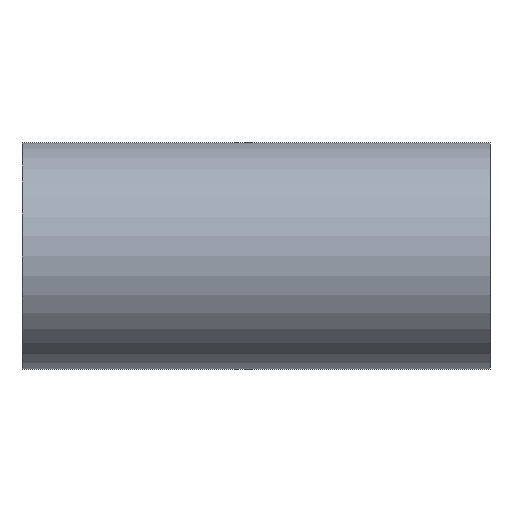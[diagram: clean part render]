
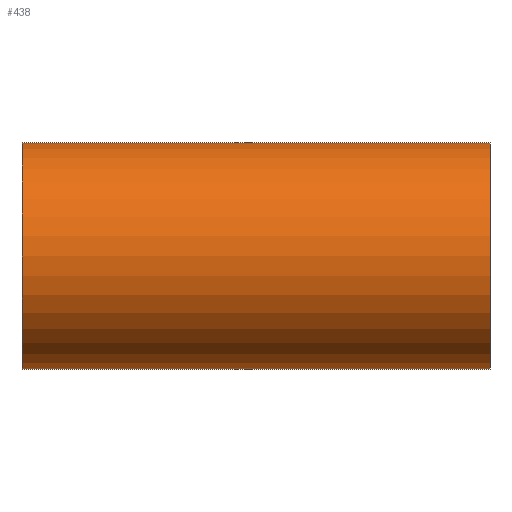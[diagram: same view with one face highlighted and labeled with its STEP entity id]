
A CAD part, front view. The second image highlights one B-rep face of the part: STEP entity #438.
In plain terms, the highlighted cylindrical face has radius 50.8 mm (diameter 101.6 mm), a partial arc.
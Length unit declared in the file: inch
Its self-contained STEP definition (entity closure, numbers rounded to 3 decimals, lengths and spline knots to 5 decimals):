
#45 = DIRECTION ( 'NONE',  ( 1., 0., 0. ) ) ;
#86 = DIRECTION ( 'NONE',  ( 0., 0., -1. ) ) ;
#94 = AXIS2_PLACEMENT_3D ( 'NONE', #701, #45, #1505 ) ;
#101 = CARTESIAN_POINT ( 'NONE',  ( 4.12598, 0., 0. ) ) ;
#142 = EDGE_CURVE ( 'NONE', #1129, #1092, #1853, .T. ) ;
#215 = CARTESIAN_POINT ( 'NONE',  ( 4.12598, 0., 2. ) ) ;
#218 = CARTESIAN_POINT ( 'NONE',  ( -4.12598, 0., -2. ) ) ;
#237 = AXIS2_PLACEMENT_3D ( 'NONE', #1236, #750, #1450 ) ;
#344 = DIRECTION ( 'NONE',  ( -1., 0., 0. ) ) ;
#371 = ORIENTED_EDGE ( 'NONE', *, *, #1521, .F. ) ;
#438 = ADVANCED_FACE ( 'NONE', ( #1283 ), #1258, .T. ) ;
#609 = VECTOR ( 'NONE', #1528, 39.37008 ) ;
#640 = EDGE_LOOP ( 'NONE', ( #1624, #371, #2031, #1805 ) ) ;
#701 = CARTESIAN_POINT ( 'NONE',  ( -4.12598, 0., 0. ) ) ;
#750 = DIRECTION ( 'NONE',  ( -1., 0., 0. ) ) ;
#1092 = VERTEX_POINT ( 'NONE', #1989 ) ;
#1101 = VERTEX_POINT ( 'NONE', #1436 ) ;
#1129 = VERTEX_POINT ( 'NONE', #1949 ) ;
#1150 = EDGE_CURVE ( 'NONE', #1101, #1523, #1639, .T. ) ;
#1236 = CARTESIAN_POINT ( 'NONE',  ( 4.12598, 0., 0. ) ) ;
#1258 = CYLINDRICAL_SURFACE ( 'NONE', #237, 2. ) ;
#1283 = FACE_OUTER_BOUND ( 'NONE', #640, .T. ) ;
#1333 = CIRCLE ( 'NONE', #94, 2. ) ;
#1408 = AXIS2_PLACEMENT_3D ( 'NONE', #101, #1744, #86 ) ;
#1436 = CARTESIAN_POINT ( 'NONE',  ( 4.12598, 0., -2. ) ) ;
#1450 = DIRECTION ( 'NONE',  ( 0., 0., 1. ) ) ;
#1505 = DIRECTION ( 'NONE',  ( 0., 0., -1. ) ) ;
#1509 = CIRCLE ( 'NONE', #1408, 2. ) ;
#1521 = EDGE_CURVE ( 'NONE', #1129, #1101, #1509, .T. ) ;
#1523 = VERTEX_POINT ( 'NONE', #218 ) ;
#1528 = DIRECTION ( 'NONE',  ( -1., 0., 0. ) ) ;
#1590 = VECTOR ( 'NONE', #344, 39.37008 ) ;
#1624 = ORIENTED_EDGE ( 'NONE', *, *, #1150, .F. ) ;
#1639 = LINE ( 'NONE', #1875, #1590 ) ;
#1744 = DIRECTION ( 'NONE',  ( 1., 0., 0. ) ) ;
#1769 = EDGE_CURVE ( 'NONE', #1092, #1523, #1333, .T. ) ;
#1805 = ORIENTED_EDGE ( 'NONE', *, *, #1769, .T. ) ;
#1853 = LINE ( 'NONE', #215, #609 ) ;
#1875 = CARTESIAN_POINT ( 'NONE',  ( 4.12598, 0., -2. ) ) ;
#1949 = CARTESIAN_POINT ( 'NONE',  ( 4.12598, 0., 2. ) ) ;
#1989 = CARTESIAN_POINT ( 'NONE',  ( -4.12598, 0., 2. ) ) ;
#2031 = ORIENTED_EDGE ( 'NONE', *, *, #142, .T. ) ;
